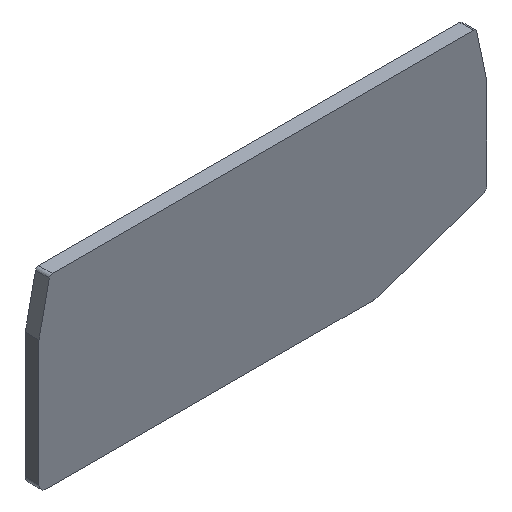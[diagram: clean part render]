
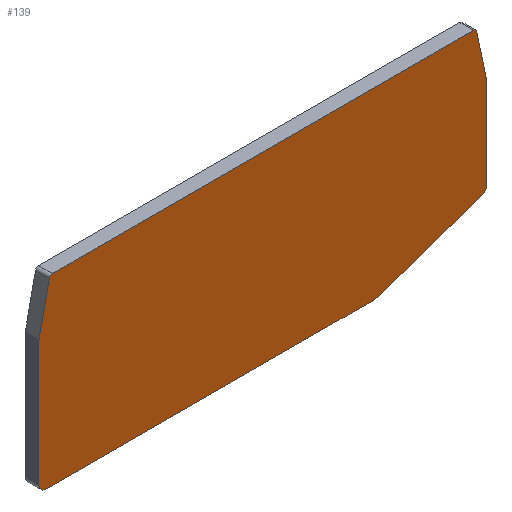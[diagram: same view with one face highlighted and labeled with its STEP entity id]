
A CAD part, isometric view. The second image highlights one B-rep face of the part: STEP entity #139.
In plain terms, the highlighted free-form (B-spline) face has degree [1, 1] with [2, 2] control points.
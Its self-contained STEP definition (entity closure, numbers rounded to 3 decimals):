
#42=CARTESIAN_POINT('',(-71.058,-0.018,109.991));
#43=CARTESIAN_POINT('',(139.688,-0.018,109.991));
#44=CARTESIAN_POINT('',(-71.058,-0.018,-100.756));
#45=CARTESIAN_POINT('',(139.688,-0.018,-100.756));
#46=B_SPLINE_SURFACE_WITH_KNOTS('',1,1,((#42,#43),(#44,#45)),.PLANE_SURF.,.F.,.F.,.U.,(2,2),(2,2),(0.,1.),(0.,1.),.UNSPECIFIED.);
#47=CARTESIAN_POINT('',(43.141,-0.018,5.428));
#48=VERTEX_POINT('',#47);
#49=CARTESIAN_POINT('',(26.256,-0.018,-0.386));
#50=VERTEX_POINT('',#49);
#51=CARTESIAN_POINT('',(43.141,-0.018,5.428));
#52=CARTESIAN_POINT('',(26.256,-0.018,-0.386));
#53=B_SPLINE_CURVE_WITH_KNOTS('',1,(#51,#52),.POLYLINE_FORM.,.F.,.U.,(2,2),(0.476,0.707),.UNSPECIFIED.);
#54=EDGE_CURVE('',#48,#50,#53,.T.);
#55=ORIENTED_EDGE('',*,*,#54,.F.);
#56=CARTESIAN_POINT('',(43.815,-0.018,6.374));
#57=VERTEX_POINT('',#56);
#58=CARTESIAN_POINT('',(43.141,-0.018,5.428));
#59=CARTESIAN_POINT('',(43.815,-0.018,5.661));
#60=CARTESIAN_POINT('',(43.815,-0.018,6.374));
#61=(BOUNDED_CURVE()B_SPLINE_CURVE(2,(#58,#59,#60),.CIRCULAR_ARC.,.F.,.U.)B_SPLINE_CURVE_WITH_KNOTS((3,3),(0.,1.),.UNSPECIFIED.)CURVE()GEOMETRIC_REPRESENTATION_ITEM()RATIONAL_B_SPLINE_CURVE((1.,0.814,1.))REPRESENTATION_ITEM(''));
#62=EDGE_CURVE('',#48,#57,#61,.T.);
#63=ORIENTED_EDGE('',*,*,#62,.T.);
#64=CARTESIAN_POINT('',(43.815,-0.018,20.933));
#65=VERTEX_POINT('',#64);
#66=CARTESIAN_POINT('',(43.815,-0.018,6.374));
#67=CARTESIAN_POINT('',(43.815,-0.018,20.933));
#68=B_SPLINE_CURVE_WITH_KNOTS('',1,(#66,#67),.POLYLINE_FORM.,.F.,.U.,(2,2),(0.,1.),.UNSPECIFIED.);
#69=EDGE_CURVE('',#57,#65,#68,.T.);
#70=ORIENTED_EDGE('',*,*,#69,.T.);
#71=CARTESIAN_POINT('',(42.199,-0.018,28.537));
#72=VERTEX_POINT('',#71);
#73=CARTESIAN_POINT('',(43.815,-0.018,20.933));
#74=CARTESIAN_POINT('',(42.199,-0.018,28.537));
#75=B_SPLINE_CURVE_WITH_KNOTS('',1,(#73,#74),.POLYLINE_FORM.,.F.,.U.,(2,2),(0.,1.),.UNSPECIFIED.);
#76=EDGE_CURVE('',#65,#72,#75,.T.);
#77=ORIENTED_EDGE('',*,*,#76,.T.);
#78=CARTESIAN_POINT('',(41.71,-0.018,28.933));
#79=VERTEX_POINT('',#78);
#80=CARTESIAN_POINT('',(42.199,-0.018,28.537));
#81=CARTESIAN_POINT('',(42.115,-0.018,28.933));
#82=CARTESIAN_POINT('',(41.71,-0.018,28.933));
#83=(BOUNDED_CURVE()B_SPLINE_CURVE(2,(#80,#81,#82),.CIRCULAR_ARC.,.F.,.U.)B_SPLINE_CURVE_WITH_KNOTS((3,3),(0.,1.),.UNSPECIFIED.)CURVE()GEOMETRIC_REPRESENTATION_ITEM()RATIONAL_B_SPLINE_CURVE((1.,0.777,1.))REPRESENTATION_ITEM(''));
#84=EDGE_CURVE('',#72,#79,#83,.T.);
#85=ORIENTED_EDGE('',*,*,#84,.T.);
#86=CARTESIAN_POINT('',(-25.747,-0.018,28.933));
#87=VERTEX_POINT('',#86);
#88=CARTESIAN_POINT('',(41.71,-0.018,28.933));
#89=CARTESIAN_POINT('',(-25.747,-0.018,28.933));
#90=B_SPLINE_CURVE_WITH_KNOTS('',1,(#88,#89),.POLYLINE_FORM.,.F.,.U.,(2,2),(0.,1.),.UNSPECIFIED.);
#91=EDGE_CURVE('',#79,#87,#90,.T.);
#92=ORIENTED_EDGE('',*,*,#91,.T.);
#93=CARTESIAN_POINT('',(-26.237,-0.018,28.537));
#94=VERTEX_POINT('',#93);
#95=CARTESIAN_POINT('',(-25.747,-0.018,28.933));
#96=CARTESIAN_POINT('',(-26.152,-0.018,28.933));
#97=CARTESIAN_POINT('',(-26.237,-0.018,28.537));
#98=(BOUNDED_CURVE()B_SPLINE_CURVE(2,(#95,#96,#97),.CIRCULAR_ARC.,.F.,.U.)B_SPLINE_CURVE_WITH_KNOTS((3,3),(0.,1.),.UNSPECIFIED.)CURVE()GEOMETRIC_REPRESENTATION_ITEM()RATIONAL_B_SPLINE_CURVE((1.,0.777,1.))REPRESENTATION_ITEM(''));
#99=EDGE_CURVE('',#87,#94,#98,.T.);
#100=ORIENTED_EDGE('',*,*,#99,.T.);
#101=CARTESIAN_POINT('',(-27.885,-0.018,20.783));
#102=VERTEX_POINT('',#101);
#103=CARTESIAN_POINT('',(-26.237,-0.018,28.537));
#104=CARTESIAN_POINT('',(-27.885,-0.018,20.783));
#105=B_SPLINE_CURVE_WITH_KNOTS('',1,(#103,#104),.POLYLINE_FORM.,.F.,.U.,(2,2),(0.049,1.),.UNSPECIFIED.);
#106=EDGE_CURVE('',#94,#102,#105,.T.);
#107=ORIENTED_EDGE('',*,*,#106,.T.);
#108=CARTESIAN_POINT('',(-27.885,-0.018,0.733));
#109=VERTEX_POINT('',#108);
#110=CARTESIAN_POINT('',(-27.885,-0.018,20.783));
#111=CARTESIAN_POINT('',(-27.885,-0.018,0.733));
#112=B_SPLINE_CURVE_WITH_KNOTS('',1,(#110,#111),.POLYLINE_FORM.,.F.,.U.,(2,2),(0.283,0.771),.UNSPECIFIED.);
#113=EDGE_CURVE('',#102,#109,#112,.T.);
#114=ORIENTED_EDGE('',*,*,#113,.T.);
#115=CARTESIAN_POINT('',(-26.685,-0.018,-0.467));
#116=VERTEX_POINT('',#115);
#117=CARTESIAN_POINT('',(-27.885,-0.018,0.733));
#118=CARTESIAN_POINT('',(-27.885,-0.018,0.236));
#119=CARTESIAN_POINT('',(-27.182,-0.018,-0.467));
#120=CARTESIAN_POINT('',(-26.685,-0.018,-0.467));
#121=(BOUNDED_CURVE()B_SPLINE_CURVE(2,(#117,#118,#119,#120),.CIRCULAR_ARC.,.F.,.U.)B_SPLINE_CURVE_WITH_KNOTS((3,1,3),(0.,0.5,1.),.UNSPECIFIED.)CURVE()GEOMETRIC_REPRESENTATION_ITEM()RATIONAL_B_SPLINE_CURVE((1.,0.854,0.854,1.))REPRESENTATION_ITEM(''));
#122=EDGE_CURVE('',#109,#116,#121,.T.);
#123=ORIENTED_EDGE('',*,*,#122,.T.);
#124=CARTESIAN_POINT('',(25.768,-0.018,-0.467));
#125=VERTEX_POINT('',#124);
#126=CARTESIAN_POINT('',(25.768,-0.018,-0.467));
#127=CARTESIAN_POINT('',(-26.685,-0.018,-0.467));
#128=B_SPLINE_CURVE_WITH_KNOTS('',1,(#126,#127),.POLYLINE_FORM.,.F.,.U.,(2,2),(0.005,0.978),.UNSPECIFIED.);
#129=EDGE_CURVE('',#125,#116,#128,.T.);
#130=ORIENTED_EDGE('',*,*,#129,.F.);
#131=CARTESIAN_POINT('',(25.768,-0.018,-0.467));
#132=CARTESIAN_POINT('',(26.019,-0.018,-0.467));
#133=CARTESIAN_POINT('',(26.256,-0.018,-0.386));
#134=(BOUNDED_CURVE()B_SPLINE_CURVE(2,(#131,#132,#133),.CIRCULAR_ARC.,.F.,.U.)B_SPLINE_CURVE_WITH_KNOTS((3,3),(0.,1.),.UNSPECIFIED.)CURVE()GEOMETRIC_REPRESENTATION_ITEM()RATIONAL_B_SPLINE_CURVE((1.,0.986,1.))REPRESENTATION_ITEM(''));
#135=EDGE_CURVE('',#125,#50,#134,.T.);
#136=ORIENTED_EDGE('',*,*,#135,.T.);
#137=EDGE_LOOP('',(#55,#63,#70,#77,#85,#92,#100,#107,#114,#123,#130,#136));
#138=FACE_OUTER_BOUND('',#137,.T.);
#139=ADVANCED_FACE('',(#138),#46,.T.);
